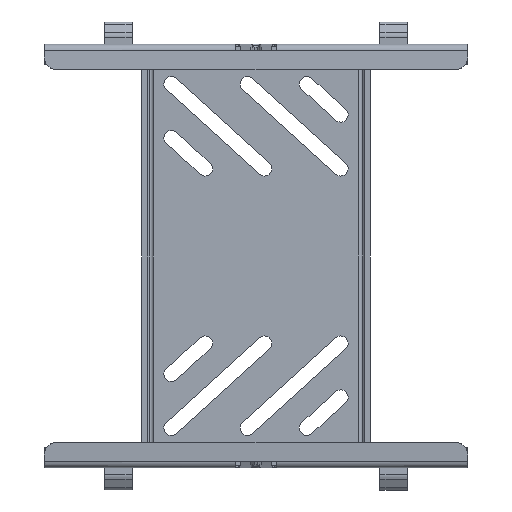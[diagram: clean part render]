
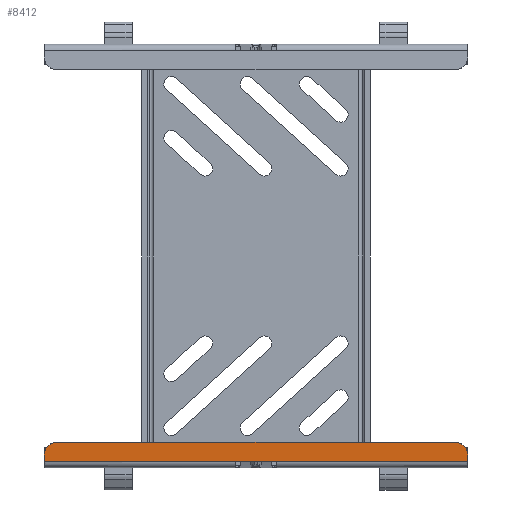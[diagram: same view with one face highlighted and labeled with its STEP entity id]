
A CAD part, front view. The second image highlights one B-rep face of the part: STEP entity #8412.
In plain terms, the highlighted face is planar.
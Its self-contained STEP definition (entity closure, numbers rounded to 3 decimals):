
#31 = VECTOR ( 'NONE', #9072, 1000. ) ;
#862 = VECTOR ( 'NONE', #5728, 1000. ) ;
#959 = CARTESIAN_POINT ( 'NONE',  ( 3.08, -0.161, 100. ) ) ;
#1054 = VECTOR ( 'NONE', #12548, 1000. ) ;
#1257 = CARTESIAN_POINT ( 'NONE',  ( 12., -0.629, 100. ) ) ;
#2459 = AXIS2_PLACEMENT_3D ( 'NONE', #1257, #3680, #12099 ) ;
#2479 = ORIENTED_EDGE ( 'NONE', *, *, #6194, .T. ) ;
#3046 = LINE ( 'NONE', #11374, #9095 ) ;
#3251 = LINE ( 'NONE', #10275, #31 ) ;
#3284 = ORIENTED_EDGE ( 'NONE', *, *, #5952, .T. ) ;
#3330 = DIRECTION ( 'NONE',  ( -0.052, -0.999, 0. ) ) ;
#3573 = FACE_OUTER_BOUND ( 'NONE', #5843, .T. ) ;
#3680 = DIRECTION ( 'NONE',  ( -0.052, -0.999, 0. ) ) ;
#4986 = CARTESIAN_POINT ( 'NONE',  ( 12., -0.629, 94. ) ) ;
#5239 = DIRECTION ( 'NONE',  ( -0.052, -0.999, 0. ) ) ;
#5329 = CARTESIAN_POINT ( 'NONE',  ( 12., -0.629, 100. ) ) ;
#5728 = DIRECTION ( 'NONE',  ( 0., 0., -1. ) ) ;
#5843 = EDGE_LOOP ( 'NONE', ( #6200, #6186, #3284, #2479, #6227, #10285 ) ) ;
#5952 = EDGE_CURVE ( 'NONE', #6976, #8289, #15005, .T. ) ;
#6157 = EDGE_CURVE ( 'NONE', #12679, #6976, #10837, .T. ) ;
#6186 = ORIENTED_EDGE ( 'NONE', *, *, #6157, .T. ) ;
#6194 = EDGE_CURVE ( 'NONE', #8289, #10666, #7254, .T. ) ;
#6200 = ORIENTED_EDGE ( 'NONE', *, *, #12889, .F. ) ;
#6227 = ORIENTED_EDGE ( 'NONE', *, *, #13142, .F. ) ;
#6598 = CARTESIAN_POINT ( 'NONE',  ( 12., -0.629, -94. ) ) ;
#6976 = VERTEX_POINT ( 'NONE', #14955 ) ;
#7130 = AXIS2_PLACEMENT_3D ( 'NONE', #12462, #5239, #13673 ) ;
#7254 = LINE ( 'NONE', #959, #862 ) ;
#7259 = PLANE ( 'NONE',  #2459 ) ;
#8289 = VERTEX_POINT ( 'NONE', #12742 ) ;
#8412 = ADVANCED_FACE ( 'NONE', ( #3573 ), #7259, .T. ) ;
#9072 = DIRECTION ( 'NONE',  ( 0., 0., -1. ) ) ;
#9095 = VECTOR ( 'NONE', #12581, 1000. ) ;
#9832 = AXIS2_PLACEMENT_3D ( 'NONE', #10550, #3330, #11758 ) ;
#10275 = CARTESIAN_POINT ( 'NONE',  ( 12., -0.629, 100. ) ) ;
#10285 = ORIENTED_EDGE ( 'NONE', *, *, #11509, .T. ) ;
#10403 = VERTEX_POINT ( 'NONE', #6598 ) ;
#10550 = CARTESIAN_POINT ( 'NONE',  ( 6.008, -0.315, 94. ) ) ;
#10666 = VERTEX_POINT ( 'NONE', #11957 ) ;
#10837 = CIRCLE ( 'NONE', #9832, 6. ) ;
#10923 = CARTESIAN_POINT ( 'NONE',  ( 6.008, -0.315, -100. ) ) ;
#11374 = CARTESIAN_POINT ( 'NONE',  ( 12., -0.629, -100. ) ) ;
#11509 = EDGE_CURVE ( 'NONE', #14571, #10403, #14023, .T. ) ;
#11758 = DIRECTION ( 'NONE',  ( 0.999, -0.052, 0. ) ) ;
#11957 = CARTESIAN_POINT ( 'NONE',  ( 3.08, -0.161, -100. ) ) ;
#12099 = DIRECTION ( 'NONE',  ( 0.999, -0.052, 0. ) ) ;
#12462 = CARTESIAN_POINT ( 'NONE',  ( 6.008, -0.315, -94. ) ) ;
#12548 = DIRECTION ( 'NONE',  ( -0.999, 0.052, 0. ) ) ;
#12581 = DIRECTION ( 'NONE',  ( -0.999, 0.052, 0. ) ) ;
#12679 = VERTEX_POINT ( 'NONE', #4986 ) ;
#12742 = CARTESIAN_POINT ( 'NONE',  ( 3.08, -0.161, 100. ) ) ;
#12889 = EDGE_CURVE ( 'NONE', #12679, #10403, #3251, .T. ) ;
#13142 = EDGE_CURVE ( 'NONE', #14571, #10666, #3046, .T. ) ;
#13673 = DIRECTION ( 'NONE',  ( 0.999, -0.052, 0. ) ) ;
#14023 = CIRCLE ( 'NONE', #7130, 6. ) ;
#14571 = VERTEX_POINT ( 'NONE', #10923 ) ;
#14955 = CARTESIAN_POINT ( 'NONE',  ( 6.008, -0.315, 100. ) ) ;
#15005 = LINE ( 'NONE', #5329, #1054 ) ;
